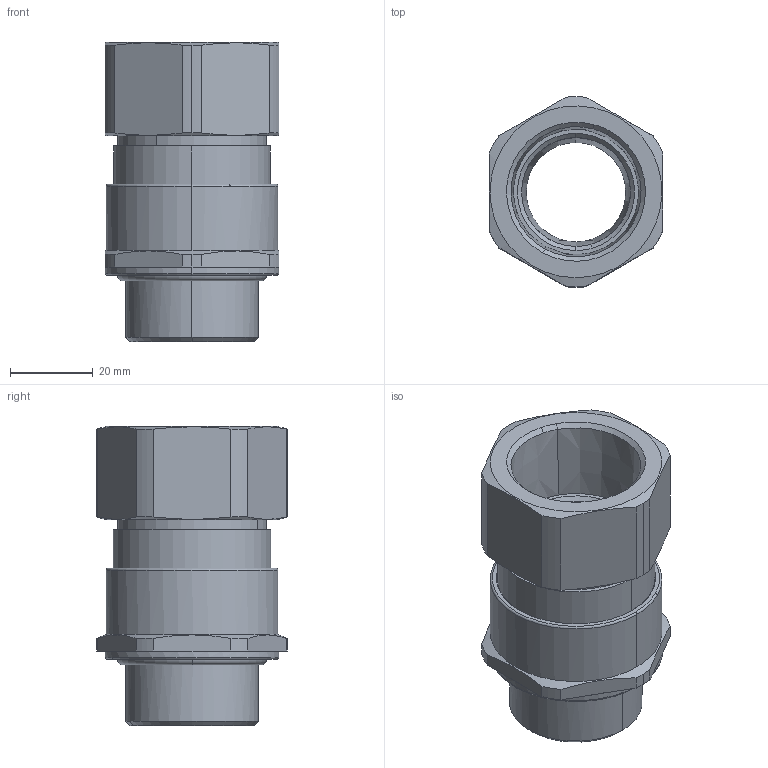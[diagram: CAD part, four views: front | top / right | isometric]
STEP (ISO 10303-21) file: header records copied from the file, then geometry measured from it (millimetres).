
FILE_DESCRIPTION(('CATIA V5 STEP Exchange','CAx-IF Rec.Pracs.--- Model Styling and Organization---1.4--- 2014-01-23'),'2;1');
FILE_NAME ('129505-2_1_1205240000_1205240000.stp','2020-12-24T02:36:01+00:00',('none'),('Weidmueller'),'CATIA Version 5-6 Release 2016 SP3 HF44','CATIA V5 STEP AP214','none');
FILE_SCHEMA(('AUTOMOTIVE_DESIGN { 1 0 10303 214 1 1 1 1 }'));
Length unit declared in the file: millimetre
Products named in the file (1): A2LC_32-M32-NPT1F-WM
Bounding box: 42 x 46 x 72.25 mm (x, y, z)
Volume: 46906.1 mm3; surface area: 23922.4 mm2
Topology: 3 solids, 3 shells, 123 faces, 303 edges, 192 vertices
Faces by surface type: cylinder 42, cone 32, plane 30, torus 19
Entity records: 3652 total; most frequent: CARTESIAN_POINT 851, ORIENTED_EDGE 606, DIRECTION 481, EDGE_CURVE 303, AXIS2_PLACEMENT_3D 278, VERTEX_POINT 192, CIRCLE 171, EDGE_LOOP 135
